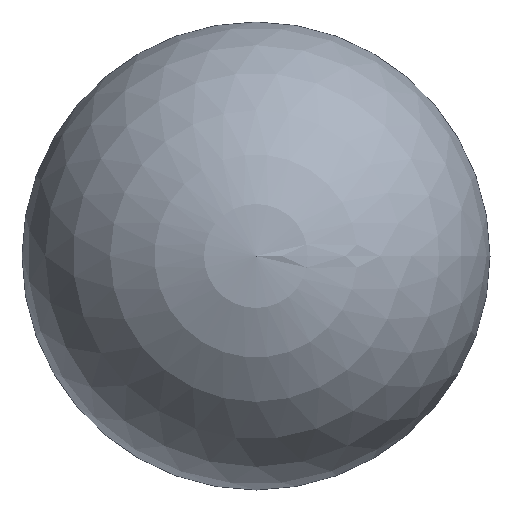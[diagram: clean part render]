
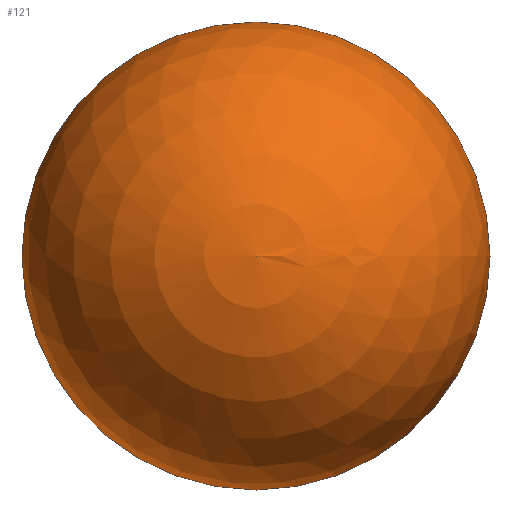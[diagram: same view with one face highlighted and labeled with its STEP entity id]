
A CAD part, front view. The second image highlights one B-rep face of the part: STEP entity #121.
In plain terms, the highlighted spherical face has radius 20 mm.
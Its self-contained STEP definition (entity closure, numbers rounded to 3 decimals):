
#23 = AXIS2_PLACEMENT_3D ( 'NONE', #68, #160, #119 ) ;
#44 = AXIS2_PLACEMENT_3D ( 'NONE', #94, #181, #143 ) ;
#68 = CARTESIAN_POINT ( 'NONE',  ( 0., 0., 0. ) ) ;
#73 = EDGE_CURVE ( 'NONE', #98, #80, #216, .T. ) ;
#79 = SPHERICAL_SURFACE ( 'NONE', #23, 20. ) ;
#80 = VERTEX_POINT ( 'NONE', #86 ) ;
#86 = CARTESIAN_POINT ( 'NONE',  ( 0., 0., -20. ) ) ;
#88 = CARTESIAN_POINT ( 'NONE',  ( 0., 0., 0. ) ) ;
#94 = CARTESIAN_POINT ( 'NONE',  ( 0., 0., 0. ) ) ;
#98 = VERTEX_POINT ( 'NONE', #199 ) ;
#110 = CIRCLE ( 'NONE', #44, 20. ) ;
#119 = DIRECTION ( 'NONE',  ( 1., 0., 0. ) ) ;
#121 = ADVANCED_FACE ( 'NONE', ( #233 ), #79, .T. ) ;
#131 = ORIENTED_EDGE ( 'NONE', *, *, #73, .T. ) ;
#134 = AXIS2_PLACEMENT_3D ( 'NONE', #88, #257, #253 ) ;
#143 = DIRECTION ( 'NONE',  ( 0., 0., 1. ) ) ;
#154 = EDGE_LOOP ( 'NONE', ( #195, #131 ) ) ;
#160 = DIRECTION ( 'NONE',  ( 0., -1., 0. ) ) ;
#181 = DIRECTION ( 'NONE',  ( 0., 1., 0. ) ) ;
#195 = ORIENTED_EDGE ( 'NONE', *, *, #250, .F. ) ;
#199 = CARTESIAN_POINT ( 'NONE',  ( 0., 0., 20. ) ) ;
#216 = CIRCLE ( 'NONE', #134, 20. ) ;
#233 = FACE_OUTER_BOUND ( 'NONE', #154, .T. ) ;
#250 = EDGE_CURVE ( 'NONE', #98, #80, #110, .T. ) ;
#253 = DIRECTION ( 'NONE',  ( 1., 0., 0. ) ) ;
#257 = DIRECTION ( 'NONE',  ( 0., -1., 0. ) ) ;
